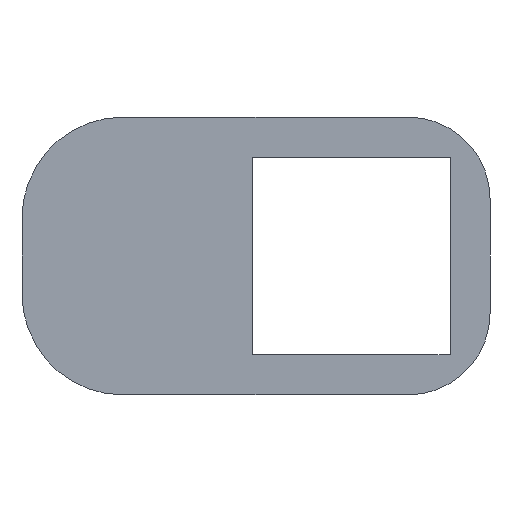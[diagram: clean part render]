
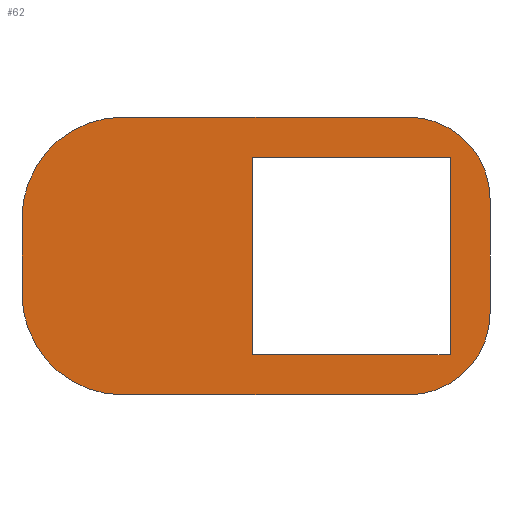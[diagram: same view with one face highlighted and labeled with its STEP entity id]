
A CAD part, front view. The second image highlights one B-rep face of the part: STEP entity #62.
In plain terms, the highlighted planar face has unit normal (0, -1, 0).
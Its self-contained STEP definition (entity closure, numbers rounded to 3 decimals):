
#1 = EDGE_CURVE ( 'NONE', #1489, #1508, #981, .T. ) ;
#4 = EDGE_CURVE ( 'NONE', #1508, #1421, #1485, .T. ) ;
#7 = EDGE_CURVE ( 'NONE', #1421, #1299, #979, .T. ) ;
#8 = EDGE_CURVE ( 'NONE', #1299, #1298, #976, .T. ) ;
#10 = EDGE_CURVE ( 'NONE', #1298, #1704, #975, .T. ) ;
#12 = EDGE_CURVE ( 'NONE', #1704, #1507, #972, .T. ) ;
#14 = EDGE_CURVE ( 'NONE', #1507, #1302, #971, .T. ) ;
#16 = EDGE_CURVE ( 'NONE', #1302, #1489, #967, .T. ) ;
#26 = AXIS2_PLACEMENT_3D ( 'NONE', #1491, #95, #125 ) ;
#58 = AXIS2_PLACEMENT_3D ( 'NONE', #759, #69, #571 ) ;
#62 = ADVANCED_FACE ( 'NONE', ( #872, #893 ), #513, .F. ) ;
#67 = DIRECTION ( 'NONE',  ( 1., 0., 0. ) ) ;
#69 = DIRECTION ( 'NONE',  ( 0., -1., 0. ) ) ;
#71 = CARTESIAN_POINT ( 'NONE',  ( 10., -4.973, 14.3 ) ) ;
#74 = AXIS2_PLACEMENT_3D ( 'NONE', #598, #557, #562 ) ;
#76 = DIRECTION ( 'NONE',  ( -1., 0., 0. ) ) ;
#88 = AXIS2_PLACEMENT_3D ( 'NONE', #534, #1472, #653 ) ;
#95 = DIRECTION ( 'NONE',  ( 0., -1., 0. ) ) ;
#125 = DIRECTION ( 'NONE',  ( 0., 0., -1. ) ) ;
#136 = DIRECTION ( 'NONE',  ( 0., 0., -1. ) ) ;
#138 = CARTESIAN_POINT ( 'NONE',  ( 12.2, -4.973, 14. ) ) ;
#413 = VECTOR ( 'NONE', #1349, 1000. ) ;
#416 = LINE ( 'NONE', #1343, #413 ) ;
#424 = VECTOR ( 'NONE', #1303, 1000. ) ;
#429 = LINE ( 'NONE', #1312, #424 ) ;
#457 = VECTOR ( 'NONE', #1113, 1000. ) ;
#461 = LINE ( 'NONE', #1101, #457 ) ;
#498 = EDGE_CURVE ( 'NONE', #1243, #1502, #567, .T. ) ;
#501 = DIRECTION ( 'NONE',  ( 0., 0., 1. ) ) ;
#505 = DIRECTION ( 'NONE',  ( 0., 1., 0. ) ) ;
#513 = PLANE ( 'NONE',  #1009 ) ;
#534 = CARTESIAN_POINT ( 'NONE',  ( -5., -4.973, 9. ) ) ;
#557 = DIRECTION ( 'NONE',  ( 0., -1., 0. ) ) ;
#562 = DIRECTION ( 'NONE',  ( 0., 0., -1. ) ) ;
#563 = VECTOR ( 'NONE', #136, 1000. ) ;
#565 = CARTESIAN_POINT ( 'NONE',  ( -5., -4.973, -0.3 ) ) ;
#567 = LINE ( 'NONE', #138, #563 ) ;
#571 = DIRECTION ( 'NONE',  ( 0., 0., -1. ) ) ;
#581 = CARTESIAN_POINT ( 'NONE',  ( 14.3, -4.973, 4. ) ) ;
#593 = DIRECTION ( 'NONE',  ( 0., 0., -1. ) ) ;
#598 = CARTESIAN_POINT ( 'NONE',  ( -5., -4.973, 5. ) ) ;
#653 = DIRECTION ( 'NONE',  ( 0., 0., -1. ) ) ;
#759 = CARTESIAN_POINT ( 'NONE',  ( 10., -4.973, 4. ) ) ;
#872 = FACE_BOUND ( 'NONE', #1154, .T. ) ;
#893 = FACE_OUTER_BOUND ( 'NONE', #1203, .T. ) ;
#965 = VECTOR ( 'NONE', #76, 1000. ) ;
#967 = LINE ( 'NONE', #71, #965 ) ;
#969 = VECTOR ( 'NONE', #1605, 1000. ) ;
#971 = CIRCLE ( 'NONE', #26, 4.3 ) ;
#972 = LINE ( 'NONE', #581, #969 ) ;
#973 = VECTOR ( 'NONE', #67, 1000. ) ;
#975 = CIRCLE ( 'NONE', #58, 4.3 ) ;
#976 = LINE ( 'NONE', #565, #973 ) ;
#978 = VECTOR ( 'NONE', #593, 1000. ) ;
#979 = CIRCLE ( 'NONE', #74, 5.3 ) ;
#981 = CIRCLE ( 'NONE', #88, 5.3 ) ;
#1006 = ORIENTED_EDGE ( 'NONE', *, *, #1, .T. ) ;
#1009 = AXIS2_PLACEMENT_3D ( 'NONE', #1569, #505, #501 ) ;
#1101 = CARTESIAN_POINT ( 'NONE',  ( -10., -4.973, 1.8 ) ) ;
#1107 = CARTESIAN_POINT ( 'NONE',  ( 12.2, -4.973, 12.2 ) ) ;
#1108 = ORIENTED_EDGE ( 'NONE', *, *, #12, .T. ) ;
#1112 = CARTESIAN_POINT ( 'NONE',  ( 1.8, -4.973, 12.2 ) ) ;
#1113 = DIRECTION ( 'NONE',  ( -1., 0., 0. ) ) ;
#1115 = ORIENTED_EDGE ( 'NONE', *, *, #1492, .T. ) ;
#1136 = CARTESIAN_POINT ( 'NONE',  ( 10., -4.973, -0.3 ) ) ;
#1143 = ORIENTED_EDGE ( 'NONE', *, *, #8, .T. ) ;
#1144 = CARTESIAN_POINT ( 'NONE',  ( -5., -4.973, -0.3 ) ) ;
#1149 = CARTESIAN_POINT ( 'NONE',  ( 10., -4.973, 14.3 ) ) ;
#1154 = EDGE_LOOP ( 'NONE', ( #1115, #1695, #1163, #1436 ) ) ;
#1163 = ORIENTED_EDGE ( 'NONE', *, *, #1266, .T. ) ;
#1174 = ORIENTED_EDGE ( 'NONE', *, *, #7, .T. ) ;
#1203 = EDGE_LOOP ( 'NONE', ( #1006, #1282, #1174, #1143, #1789, #1108, #1799, #1518 ) ) ;
#1243 = VERTEX_POINT ( 'NONE', #1107 ) ;
#1266 = EDGE_CURVE ( 'NONE', #1502, #1625, #461, .T. ) ;
#1267 = VERTEX_POINT ( 'NONE', #1112 ) ;
#1282 = ORIENTED_EDGE ( 'NONE', *, *, #4, .T. ) ;
#1294 = CARTESIAN_POINT ( 'NONE',  ( -10.3, -4.973, 5. ) ) ;
#1298 = VERTEX_POINT ( 'NONE', #1136 ) ;
#1299 = VERTEX_POINT ( 'NONE', #1144 ) ;
#1302 = VERTEX_POINT ( 'NONE', #1149 ) ;
#1303 = DIRECTION ( 'NONE',  ( 0., 0., 1. ) ) ;
#1312 = CARTESIAN_POINT ( 'NONE',  ( 1.8, -4.973, 14. ) ) ;
#1329 = CARTESIAN_POINT ( 'NONE',  ( -5., -4.973, 14.3 ) ) ;
#1343 = CARTESIAN_POINT ( 'NONE',  ( -10., -4.973, 12.2 ) ) ;
#1349 = DIRECTION ( 'NONE',  ( 1., 0., 0. ) ) ;
#1356 = CARTESIAN_POINT ( 'NONE',  ( 12.2, -4.973, 1.8 ) ) ;
#1363 = CARTESIAN_POINT ( 'NONE',  ( 14.3, -4.973, 10. ) ) ;
#1373 = CARTESIAN_POINT ( 'NONE',  ( -10.3, -4.973, 9. ) ) ;
#1421 = VERTEX_POINT ( 'NONE', #1294 ) ;
#1435 = EDGE_CURVE ( 'NONE', #1625, #1267, #429, .T. ) ;
#1436 = ORIENTED_EDGE ( 'NONE', *, *, #1435, .T. ) ;
#1472 = DIRECTION ( 'NONE',  ( 0., -1., 0. ) ) ;
#1477 = CARTESIAN_POINT ( 'NONE',  ( 1.8, -4.973, 1.8 ) ) ;
#1485 = LINE ( 'NONE', #1791, #978 ) ;
#1489 = VERTEX_POINT ( 'NONE', #1329 ) ;
#1491 = CARTESIAN_POINT ( 'NONE',  ( 10., -4.973, 10. ) ) ;
#1492 = EDGE_CURVE ( 'NONE', #1267, #1243, #416, .T. ) ;
#1502 = VERTEX_POINT ( 'NONE', #1356 ) ;
#1507 = VERTEX_POINT ( 'NONE', #1363 ) ;
#1508 = VERTEX_POINT ( 'NONE', #1373 ) ;
#1518 = ORIENTED_EDGE ( 'NONE', *, *, #16, .T. ) ;
#1569 = CARTESIAN_POINT ( 'NONE',  ( -10., -4.973, 14. ) ) ;
#1584 = CARTESIAN_POINT ( 'NONE',  ( 14.3, -4.973, 4. ) ) ;
#1605 = DIRECTION ( 'NONE',  ( 0., 0., 1. ) ) ;
#1625 = VERTEX_POINT ( 'NONE', #1477 ) ;
#1695 = ORIENTED_EDGE ( 'NONE', *, *, #498, .T. ) ;
#1704 = VERTEX_POINT ( 'NONE', #1584 ) ;
#1789 = ORIENTED_EDGE ( 'NONE', *, *, #10, .T. ) ;
#1791 = CARTESIAN_POINT ( 'NONE',  ( -10.3, -4.973, 9. ) ) ;
#1799 = ORIENTED_EDGE ( 'NONE', *, *, #14, .T. ) ;
